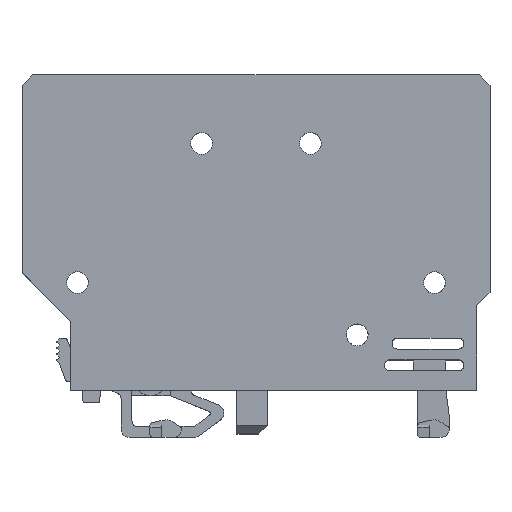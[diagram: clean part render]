
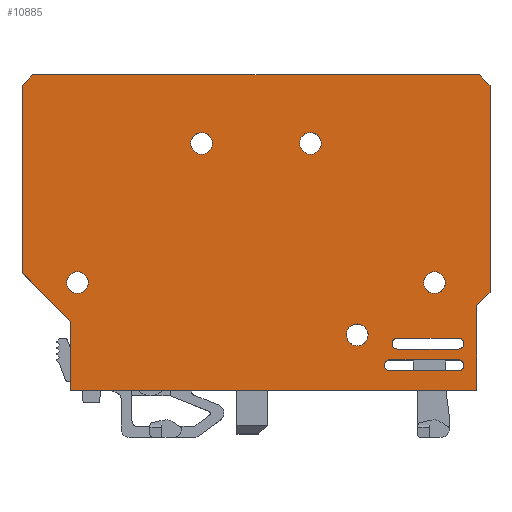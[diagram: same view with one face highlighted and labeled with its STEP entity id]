
A CAD part, top view. The second image highlights one B-rep face of the part: STEP entity #10885.
In plain terms, the highlighted planar face has unit normal (0, 0, 1).
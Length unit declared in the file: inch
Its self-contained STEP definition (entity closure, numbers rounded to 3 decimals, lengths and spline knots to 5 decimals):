
#2874=CARTESIAN_POINT('',(0.23373,0.1437,0.40748));
#2875=VERTEX_POINT('',#2874);
#2876=CARTESIAN_POINT('',(0.19685,0.12992,0.40748));
#2877=DIRECTION('',(0.0,0.0,-1.0));
#2878=DIRECTION('',(1.0,0.0,0.0));
#2879=AXIS2_PLACEMENT_3D('',#2876,#2877,#2878);
#2880=CIRCLE('',#2879,0.03937);
#2881=EDGE_CURVE('',#2875,#2875,#2880,.T.);
#3058=CARTESIAN_POINT('',(0.68255,-0.3878,0.40748));
#3059=VERTEX_POINT('',#3058);
#3060=CARTESIAN_POINT('',(0.64567,-0.37402,0.40748));
#3061=DIRECTION('',(0.0,0.0,-1.0));
#3062=DIRECTION('',(1.0,0.0,0.0));
#3063=AXIS2_PLACEMENT_3D('',#3060,#3061,#3062);
#3064=CIRCLE('',#3063,0.03937);
#3065=EDGE_CURVE('',#3059,#3059,#3064,.T.);
#3242=CARTESIAN_POINT('',(-0.15997,0.1437,0.40748));
#3243=VERTEX_POINT('',#3242);
#3244=CARTESIAN_POINT('',(-0.19685,0.12992,0.40748));
#3245=DIRECTION('',(0.0,0.0,-1.0));
#3246=DIRECTION('',(1.0,0.0,0.0));
#3247=AXIS2_PLACEMENT_3D('',#3244,#3245,#3246);
#3248=CIRCLE('',#3247,0.03937);
#3249=EDGE_CURVE('',#3243,#3243,#3248,.T.);
#3426=CARTESIAN_POINT('',(-0.60879,-0.36024,0.40748));
#3427=VERTEX_POINT('',#3426);
#3428=CARTESIAN_POINT('',(-0.64567,-0.37402,0.40748));
#3429=DIRECTION('',(0.0,0.0,-1.0));
#3430=DIRECTION('',(1.0,0.0,0.0));
#3431=AXIS2_PLACEMENT_3D('',#3428,#3429,#3430);
#3432=CIRCLE('',#3431,0.03937);
#3433=EDGE_CURVE('',#3427,#3427,#3432,.T.);
#3610=CARTESIAN_POINT('',(0.40302,-0.54921,0.40748));
#3611=VERTEX_POINT('',#3610);
#3612=CARTESIAN_POINT('',(0.36614,-0.56299,0.40748));
#3613=DIRECTION('',(0.0,0.0,-1.0));
#3614=DIRECTION('',(1.0,0.0,0.0));
#3615=AXIS2_PLACEMENT_3D('',#3612,#3613,#3614);
#3616=CIRCLE('',#3615,0.03937);
#3617=EDGE_CURVE('',#3611,#3611,#3616,.T.);
#7088=CARTESIAN_POINT('',(0.84646,0.33858,0.40748));
#7089=VERTEX_POINT('',#7088);
#7096=CARTESIAN_POINT('',(0.84646,-0.40945,0.40748));
#7097=VERTEX_POINT('',#7096);
#7098=CARTESIAN_POINT('',(0.84646,-0.40945,0.40748));
#7099=DIRECTION('',(0.0,1.0,0.0));
#7100=VECTOR('',#7099,0.74803);
#7101=LINE('',#7098,#7100);
#7102=EDGE_CURVE('',#7097,#7089,#7101,.T.);
#7386=CARTESIAN_POINT('',(0.73228,-0.65354,0.40748));
#7387=VERTEX_POINT('',#7386);
#7394=CARTESIAN_POINT('',(0.48425,-0.65354,0.40748));
#7395=VERTEX_POINT('',#7394);
#7396=CARTESIAN_POINT('',(0.48425,-0.65354,0.40748));
#7397=DIRECTION('',(1.0,0.0,0.0));
#7398=VECTOR('',#7397,0.24803);
#7399=LINE('',#7396,#7398);
#7400=EDGE_CURVE('',#7395,#7387,#7399,.T.);
#7480=CARTESIAN_POINT('',(0.48425,-0.69291,0.40748));
#7481=VERTEX_POINT('',#7480);
#7488=CARTESIAN_POINT('',(0.73228,-0.69291,0.40748));
#7489=VERTEX_POINT('',#7488);
#7490=CARTESIAN_POINT('',(0.73228,-0.69291,0.40748));
#7491=DIRECTION('',(-1.0,0.0,0.0));
#7492=VECTOR('',#7491,0.24803);
#7493=LINE('',#7490,#7492);
#7494=EDGE_CURVE('',#7489,#7481,#7493,.T.);
#7520=CARTESIAN_POINT('',(0.73228,-0.67323,0.40748));
#7521=DIRECTION('',(0.0,0.0,-1.0));
#7522=DIRECTION('',(-1.0,0.0,0.0));
#7523=AXIS2_PLACEMENT_3D('',#7520,#7521,#7522);
#7524=CIRCLE('',#7523,0.01969);
#7525=EDGE_CURVE('',#7387,#7489,#7524,.T.);
#7538=CARTESIAN_POINT('',(0.48425,-0.67323,0.40748));
#7539=DIRECTION('',(0.0,0.0,-1.0));
#7540=DIRECTION('',(1.0,0.0,0.0));
#7541=AXIS2_PLACEMENT_3D('',#7538,#7539,#7540);
#7542=CIRCLE('',#7541,0.01969);
#7543=EDGE_CURVE('',#7481,#7395,#7542,.T.);
#7555=CARTESIAN_POINT('',(0.73228,-0.5748,0.40748));
#7556=VERTEX_POINT('',#7555);
#7563=CARTESIAN_POINT('',(0.51181,-0.5748,0.40748));
#7564=VERTEX_POINT('',#7563);
#7565=CARTESIAN_POINT('',(0.51181,-0.5748,0.40748));
#7566=DIRECTION('',(1.0,0.0,0.0));
#7567=VECTOR('',#7566,0.22047);
#7568=LINE('',#7565,#7567);
#7569=EDGE_CURVE('',#7564,#7556,#7568,.T.);
#7587=CARTESIAN_POINT('',(0.51181,-0.61417,0.40748));
#7588=VERTEX_POINT('',#7587);
#7589=CARTESIAN_POINT('',(0.51181,-0.59449,0.40748));
#7590=DIRECTION('',(0.0,0.0,-1.0));
#7591=DIRECTION('',(1.0,0.0,0.0));
#7592=AXIS2_PLACEMENT_3D('',#7589,#7590,#7591);
#7593=CIRCLE('',#7592,0.01969);
#7594=EDGE_CURVE('',#7588,#7564,#7593,.T.);
#7611=CARTESIAN_POINT('',(0.73228,-0.61417,0.40748));
#7612=VERTEX_POINT('',#7611);
#7619=CARTESIAN_POINT('',(0.73228,-0.59449,0.40748));
#7620=DIRECTION('',(0.0,0.0,-1.0));
#7621=DIRECTION('',(-1.0,0.0,0.0));
#7622=AXIS2_PLACEMENT_3D('',#7619,#7620,#7621);
#7623=CIRCLE('',#7622,0.01969);
#7624=EDGE_CURVE('',#7556,#7612,#7623,.T.);
#10637=CARTESIAN_POINT('',(-0.84646,0.33858,0.40748));
#10638=VERTEX_POINT('',#10637);
#10645=CARTESIAN_POINT('',(-0.80709,0.37795,0.40748));
#10646=VERTEX_POINT('',#10645);
#10647=CARTESIAN_POINT('',(-0.80709,0.37795,0.40748));
#10648=DIRECTION('',(-0.707,-0.707,0.0));
#10649=VECTOR('',#10648,0.05568);
#10650=LINE('',#10647,#10649);
#10651=EDGE_CURVE('',#10646,#10638,#10650,.T.);
#10669=CARTESIAN_POINT('',(-0.84646,-0.33858,0.40748));
#10670=VERTEX_POINT('',#10669);
#10677=CARTESIAN_POINT('',(-0.84646,0.33858,0.40748));
#10678=DIRECTION('',(0.0,-1.0,0.0));
#10679=VECTOR('',#10678,0.67717);
#10680=LINE('',#10677,#10679);
#10681=EDGE_CURVE('',#10638,#10670,#10680,.T.);
#10701=CARTESIAN_POINT('',(-0.66929,-0.51575,0.40748));
#10702=VERTEX_POINT('',#10701);
#10709=CARTESIAN_POINT('',(-0.84646,-0.33858,0.40748));
#10710=DIRECTION('',(0.707,-0.707,0.0));
#10711=VECTOR('',#10710,0.25055);
#10712=LINE('',#10709,#10711);
#10713=EDGE_CURVE('',#10670,#10702,#10712,.T.);
#10725=CARTESIAN_POINT('',(-0.66929,-0.76378,0.40748));
#10726=VERTEX_POINT('',#10725);
#10733=CARTESIAN_POINT('',(-0.66929,-0.51575,0.40748));
#10734=DIRECTION('',(0.0,-1.0,0.0));
#10735=VECTOR('',#10734,0.24803);
#10736=LINE('',#10733,#10735);
#10737=EDGE_CURVE('',#10702,#10726,#10736,.T.);
#10749=CARTESIAN_POINT('',(0.79921,-0.45669,0.40748));
#10750=VERTEX_POINT('',#10749);
#10757=CARTESIAN_POINT('',(0.79921,-0.76378,0.40748));
#10758=VERTEX_POINT('',#10757);
#10759=CARTESIAN_POINT('',(0.79921,-0.76378,0.40748));
#10760=DIRECTION('',(0.0,1.0,0.0));
#10761=VECTOR('',#10760,0.30709);
#10762=LINE('',#10759,#10761);
#10763=EDGE_CURVE('',#10758,#10750,#10762,.T.);
#10781=CARTESIAN_POINT('',(0.79921,-0.45669,0.40748));
#10782=DIRECTION('',(0.707,0.707,0.0));
#10783=VECTOR('',#10782,0.06681);
#10784=LINE('',#10781,#10783);
#10785=EDGE_CURVE('',#10750,#7097,#10784,.T.);
#10797=CARTESIAN_POINT('',(0.80709,0.37795,0.40748));
#10798=VERTEX_POINT('',#10797);
#10805=CARTESIAN_POINT('',(0.84646,0.33858,0.40748));
#10806=DIRECTION('',(-0.707,0.707,0.0));
#10807=VECTOR('',#10806,0.05568);
#10808=LINE('',#10805,#10807);
#10809=EDGE_CURVE('',#7089,#10798,#10808,.T.);
#10826=CARTESIAN_POINT('',(0.01819,-0.17848,0.40748));
#10827=DIRECTION('',(0.0,0.0,-1.0));
#10828=DIRECTION('',(-1.0,0.0,0.0));
#10829=AXIS2_PLACEMENT_3D('',#10826,#10827,#10828);
#10830=PLANE('',#10829);
#10831=CARTESIAN_POINT('',(0.80709,0.37795,0.40748));
#10832=DIRECTION('',(-1.0,0.0,0.0));
#10833=VECTOR('',#10832,1.61417);
#10834=LINE('',#10831,#10833);
#10835=EDGE_CURVE('',#10798,#10646,#10834,.T.);
#10836=ORIENTED_EDGE('',*,*,#10835,.T.);
#10837=ORIENTED_EDGE('',*,*,#10651,.T.);
#10838=ORIENTED_EDGE('',*,*,#10681,.T.);
#10839=ORIENTED_EDGE('',*,*,#10713,.T.);
#10840=ORIENTED_EDGE('',*,*,#10737,.T.);
#10841=CARTESIAN_POINT('',(-0.66929,-0.76378,0.40748));
#10842=DIRECTION('',(1.0,0.0,0.0));
#10843=VECTOR('',#10842,1.4685);
#10844=LINE('',#10841,#10843);
#10845=EDGE_CURVE('',#10726,#10758,#10844,.T.);
#10846=ORIENTED_EDGE('',*,*,#10845,.T.);
#10847=ORIENTED_EDGE('',*,*,#10763,.T.);
#10848=ORIENTED_EDGE('',*,*,#10785,.T.);
#10849=ORIENTED_EDGE('',*,*,#7102,.T.);
#10850=ORIENTED_EDGE('',*,*,#10809,.T.);
#10851=EDGE_LOOP('',(#10836,#10837,#10838,#10839,#10840,#10846,#10847,#10848,#10849,#10850));
#10852=FACE_OUTER_BOUND('',#10851,.T.);
#10853=ORIENTED_EDGE('',*,*,#7400,.T.);
#10854=ORIENTED_EDGE('',*,*,#7525,.T.);
#10855=ORIENTED_EDGE('',*,*,#7494,.T.);
#10856=ORIENTED_EDGE('',*,*,#7543,.T.);
#10857=EDGE_LOOP('',(#10853,#10854,#10855,#10856));
#10858=FACE_BOUND('',#10857,.T.);
#10859=CARTESIAN_POINT('',(0.73228,-0.61417,0.40748));
#10860=DIRECTION('',(-1.0,0.0,0.0));
#10861=VECTOR('',#10860,0.22047);
#10862=LINE('',#10859,#10861);
#10863=EDGE_CURVE('',#7612,#7588,#10862,.T.);
#10864=ORIENTED_EDGE('',*,*,#10863,.T.);
#10865=ORIENTED_EDGE('',*,*,#7594,.T.);
#10866=ORIENTED_EDGE('',*,*,#7569,.T.);
#10867=ORIENTED_EDGE('',*,*,#7624,.T.);
#10868=EDGE_LOOP('',(#10864,#10865,#10866,#10867));
#10869=FACE_BOUND('',#10868,.T.);
#10870=ORIENTED_EDGE('',*,*,#3617,.T.);
#10871=EDGE_LOOP('',(#10870));
#10872=FACE_BOUND('',#10871,.T.);
#10873=ORIENTED_EDGE('',*,*,#3065,.T.);
#10874=EDGE_LOOP('',(#10873));
#10875=FACE_BOUND('',#10874,.T.);
#10876=ORIENTED_EDGE('',*,*,#3433,.T.);
#10877=EDGE_LOOP('',(#10876));
#10878=FACE_BOUND('',#10877,.T.);
#10879=ORIENTED_EDGE('',*,*,#2881,.T.);
#10880=EDGE_LOOP('',(#10879));
#10881=FACE_BOUND('',#10880,.T.);
#10882=ORIENTED_EDGE('',*,*,#3249,.T.);
#10883=EDGE_LOOP('',(#10882));
#10884=FACE_BOUND('',#10883,.T.);
#10885=ADVANCED_FACE('',(#10852,#10858,#10869,#10872,#10875,#10878,#10881,#10884),#10830,.F.);
